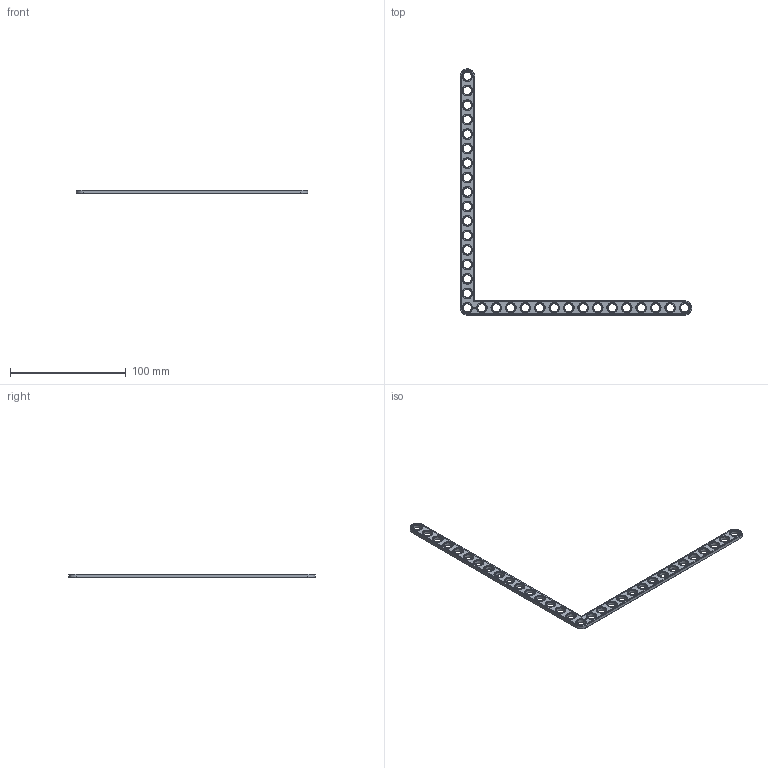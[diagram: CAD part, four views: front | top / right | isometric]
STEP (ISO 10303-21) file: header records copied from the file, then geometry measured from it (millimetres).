
FILE_DESCRIPTION(('FreeCAD Model'),'2;1');
FILE_NAME('Open CASCADE Shape Model','2022-02-09T23:21:21',( 'Paulo Kiefe'),('STEMFIE.org'),'Open CASCADE STEP processor 7.4', 'FreeCAD','Unknown');
FILE_SCHEMA(('AUTOMOTIVE_DESIGN { 1 0 10303 214 1 1 1 1 }'));
Length unit declared in the file: millimetre
Products named in the file (1): Brace_AGD_90_ASYM_ERR_BU16x17x01x00.25_-_SPN-BRC-1161_(stemfie.org)
Bounding box: 200 x 212.5 x 3.12 mm (x, y, z)
Volume: 11119.1 mm3; surface area: 12010.2 mm2
Topology: 1 solids, 1 shells, 678 faces, 1755 edges, 1144 vertices
Faces by surface type: plane 376, extrusion 162, cone 70, cylinder 70
Full cylindrical faces by diameter (mm): 7 x32, 9.2 x32
Entity records: 44715 total; most frequent: CARTESIAN_POINT 10273, DIRECTION 5797, VECTOR 4235, LINE 4073, ORIENTED_EDGE 3510, PCURVE 3510, DEFINITIONAL_REPRESENTATION 3510, EDGE_CURVE 1755
